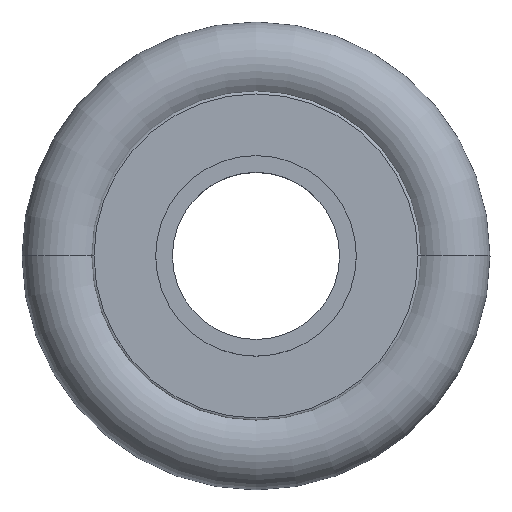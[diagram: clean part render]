
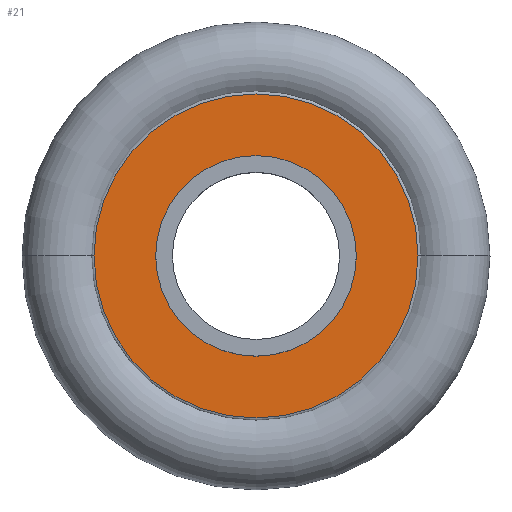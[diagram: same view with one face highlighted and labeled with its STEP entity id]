
A CAD part, top view. The second image highlights one B-rep face of the part: STEP entity #21.
In plain terms, the highlighted planar face has unit normal (0, 0, 1).
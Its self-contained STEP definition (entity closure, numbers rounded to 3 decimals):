
#21 = ADVANCED_FACE ( 'NONE', ( #789, #26 ), #414, .F. ) ;
#26 = FACE_OUTER_BOUND ( 'NONE', #911, .T. ) ;
#62 = VERTEX_POINT ( 'NONE', #946 ) ;
#83 = AXIS2_PLACEMENT_3D ( 'NONE', #144, #152, #157 ) ;
#110 = VERTEX_POINT ( 'NONE', #627 ) ;
#144 = CARTESIAN_POINT ( 'NONE',  ( 0., 0., 1.95 ) ) ;
#152 = DIRECTION ( 'NONE',  ( 0., 0., 1. ) ) ;
#157 = DIRECTION ( 'NONE',  ( 1., 0., 0. ) ) ;
#182 = CIRCLE ( 'NONE', #940, 6. ) ;
#190 = CARTESIAN_POINT ( 'NONE',  ( 0., 0., 1.95 ) ) ;
#194 = DIRECTION ( 'NONE',  ( 0., 0., 1. ) ) ;
#198 = DIRECTION ( 'NONE',  ( 1., 0., 0. ) ) ;
#236 = ORIENTED_EDGE ( 'NONE', *, *, #406, .F. ) ;
#257 = ORIENTED_EDGE ( 'NONE', *, *, #691, .F. ) ;
#276 = EDGE_CURVE ( 'NONE', #110, #917, #782, .T. ) ;
#286 = AXIS2_PLACEMENT_3D ( 'NONE', #503, #513, #747 ) ;
#301 = CARTESIAN_POINT ( 'NONE',  ( 6., 0., 1.95 ) ) ;
#406 = EDGE_CURVE ( 'NONE', #817, #62, #579, .T. ) ;
#414 = PLANE ( 'NONE',  #286 ) ;
#455 = DIRECTION ( 'NONE',  ( 0., 0., 1. ) ) ;
#503 = CARTESIAN_POINT ( 'NONE',  ( -9.694, 0., 1.95 ) ) ;
#513 = DIRECTION ( 'NONE',  ( 0., 0., -1. ) ) ;
#515 = CARTESIAN_POINT ( 'NONE',  ( -9.694, 0., 1.95 ) ) ;
#526 = EDGE_CURVE ( 'NONE', #917, #110, #744, .T. ) ;
#576 = CARTESIAN_POINT ( 'NONE',  ( 0., 0., 1.95 ) ) ;
#579 = CIRCLE ( 'NONE', #714, 6. ) ;
#582 = EDGE_LOOP ( 'NONE', ( #236, #257 ) ) ;
#627 = CARTESIAN_POINT ( 'NONE',  ( 9.694, 0., 1.95 ) ) ;
#689 = ORIENTED_EDGE ( 'NONE', *, *, #526, .T. ) ;
#691 = EDGE_CURVE ( 'NONE', #62, #817, #182, .T. ) ;
#702 = CARTESIAN_POINT ( 'NONE',  ( 0., 0., 1.95 ) ) ;
#714 = AXIS2_PLACEMENT_3D ( 'NONE', #576, #724, #851 ) ;
#724 = DIRECTION ( 'NONE',  ( 0., 0., 1. ) ) ;
#736 = AXIS2_PLACEMENT_3D ( 'NONE', #190, #194, #198 ) ;
#743 = DIRECTION ( 'NONE',  ( 1., 0., 0. ) ) ;
#744 = CIRCLE ( 'NONE', #83, 9.694 ) ;
#747 = DIRECTION ( 'NONE',  ( -1., 0., 0. ) ) ;
#782 = CIRCLE ( 'NONE', #736, 9.694 ) ;
#789 = FACE_BOUND ( 'NONE', #582, .T. ) ;
#817 = VERTEX_POINT ( 'NONE', #301 ) ;
#842 = ORIENTED_EDGE ( 'NONE', *, *, #276, .T. ) ;
#851 = DIRECTION ( 'NONE',  ( 1., 0., 0. ) ) ;
#911 = EDGE_LOOP ( 'NONE', ( #842, #689 ) ) ;
#917 = VERTEX_POINT ( 'NONE', #515 ) ;
#940 = AXIS2_PLACEMENT_3D ( 'NONE', #702, #455, #743 ) ;
#946 = CARTESIAN_POINT ( 'NONE',  ( -6., 0., 1.95 ) ) ;
